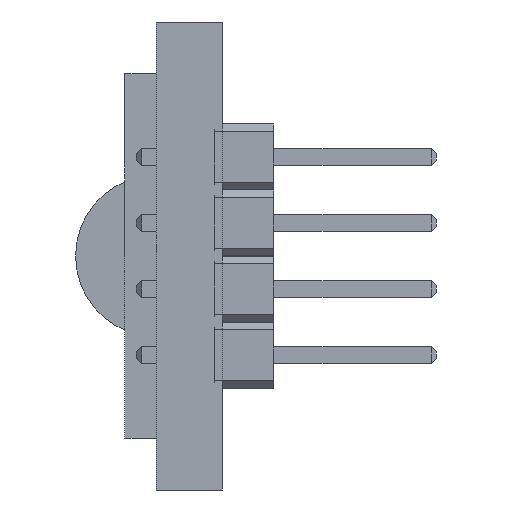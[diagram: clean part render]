
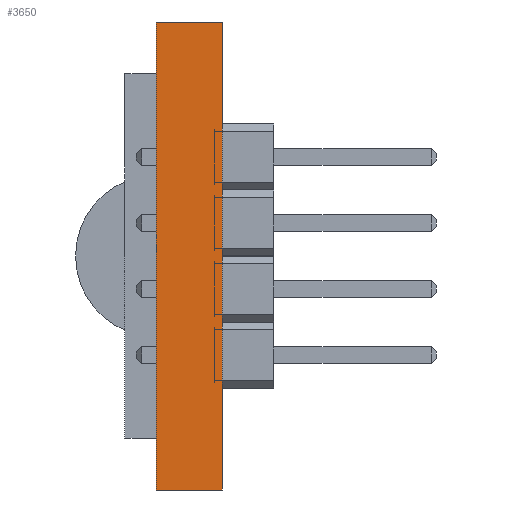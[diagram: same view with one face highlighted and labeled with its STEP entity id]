
A CAD part, left-side view. The second image highlights one B-rep face of the part: STEP entity #3650.
In plain terms, the highlighted planar face has unit normal (-1, 0, 0).
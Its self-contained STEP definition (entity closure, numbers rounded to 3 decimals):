
#183 = CARTESIAN_POINT ( 'NONE',  ( -16.65, 2.54, -9. ) ) ;
#243 = CARTESIAN_POINT ( 'NONE',  ( -16.65, 2.54, -9. ) ) ;
#878 = VECTOR ( 'NONE', #2956, 1000. ) ;
#1021 = VECTOR ( 'NONE', #7173, 1000. ) ;
#1164 = VERTEX_POINT ( 'NONE', #9454 ) ;
#1349 = VERTEX_POINT ( 'NONE', #6535 ) ;
#1541 = PLANE ( 'NONE',  #10433 ) ;
#1906 = CARTESIAN_POINT ( 'NONE',  ( -16.65, 0., 9. ) ) ;
#2454 = DIRECTION ( 'NONE',  ( 1., 0., 0. ) ) ;
#2806 = EDGE_CURVE ( 'NONE', #4761, #11444, #6214, .T. ) ;
#2956 = DIRECTION ( 'NONE',  ( 0., -1., 0. ) ) ;
#3596 = ORIENTED_EDGE ( 'NONE', *, *, #2806, .F. ) ;
#3650 = ADVANCED_FACE ( 'NONE', ( #8720 ), #1541, .F. ) ;
#3896 = EDGE_CURVE ( 'NONE', #1349, #1164, #5388, .T. ) ;
#4761 = VERTEX_POINT ( 'NONE', #183 ) ;
#5017 = CARTESIAN_POINT ( 'NONE',  ( -16.65, 2.54, 9. ) ) ;
#5388 = LINE ( 'NONE', #1906, #11135 ) ;
#5829 = DIRECTION ( 'NONE',  ( 0., 0., 1. ) ) ;
#6214 = LINE ( 'NONE', #11174, #8921 ) ;
#6535 = CARTESIAN_POINT ( 'NONE',  ( -16.65, 0., -9. ) ) ;
#7173 = DIRECTION ( 'NONE',  ( 0., -1., 0. ) ) ;
#7675 = LINE ( 'NONE', #243, #1021 ) ;
#8184 = EDGE_CURVE ( 'NONE', #11444, #1164, #10723, .T. ) ;
#8258 = EDGE_CURVE ( 'NONE', #4761, #1349, #7675, .T. ) ;
#8290 = CARTESIAN_POINT ( 'NONE',  ( -16.65, 2.54, 9. ) ) ;
#8720 = FACE_OUTER_BOUND ( 'NONE', #11033, .T. ) ;
#8921 = VECTOR ( 'NONE', #10384, 1000. ) ;
#8997 = ORIENTED_EDGE ( 'NONE', *, *, #8184, .F. ) ;
#9195 = DIRECTION ( 'NONE',  ( 0., 0., -1. ) ) ;
#9454 = CARTESIAN_POINT ( 'NONE',  ( -16.65, 0., 9. ) ) ;
#10324 = CARTESIAN_POINT ( 'NONE',  ( -16.65, 2.54, 9. ) ) ;
#10384 = DIRECTION ( 'NONE',  ( 0., 0., 1. ) ) ;
#10433 = AXIS2_PLACEMENT_3D ( 'NONE', #8290, #2454, #9195 ) ;
#10723 = LINE ( 'NONE', #5017, #878 ) ;
#11033 = EDGE_LOOP ( 'NONE', ( #12453, #8997, #3596, #12406 ) ) ;
#11135 = VECTOR ( 'NONE', #5829, 1000. ) ;
#11174 = CARTESIAN_POINT ( 'NONE',  ( -16.65, 2.54, 9. ) ) ;
#11444 = VERTEX_POINT ( 'NONE', #10324 ) ;
#12406 = ORIENTED_EDGE ( 'NONE', *, *, #8258, .T. ) ;
#12453 = ORIENTED_EDGE ( 'NONE', *, *, #3896, .T. ) ;
